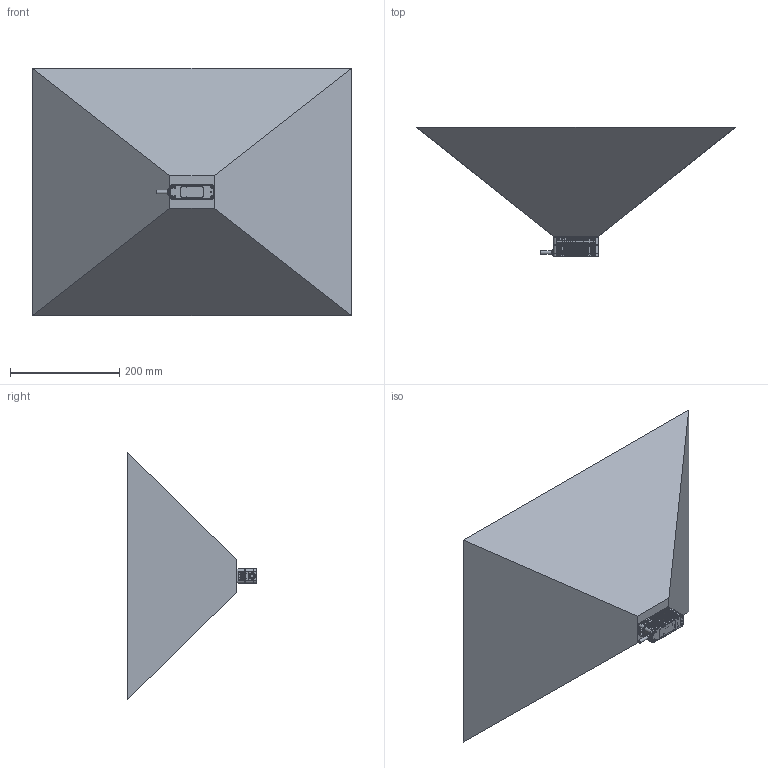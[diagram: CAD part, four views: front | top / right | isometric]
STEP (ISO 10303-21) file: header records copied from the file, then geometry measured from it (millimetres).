
FILE_DESCRIPTION(/* description */ (''),/* implementation_level */ '2;1');
FILE_NAME(/* name */ '00-S10正式版-V0.4（适配大角度镜头）.stp',/* time_stamp */ '2025-05-23T20:00:58+08:00',/* author */ (''),/* organization */ (''),/* preprocessor_version */ 'ST-DEVELOPER v20',/* originating_system */ 'SIEMENS PLM Software NX2312.9140',/* authorisation */ '');
FILE_SCHEMA (('AUTOMOTIVE_DESIGN { 1 0 10303 214 3 1 1 1 }'));
Length unit declared in the file: millimetre
Products named in the file (1): 00-S10正式版-V0.4（适配大角度镜头）_
objects
Bounding box: 583.87 x 237.65 x 453.08 mm (x, y, z)
Volume: 20381148.7 mm3; surface area: 650519.1 mm2
Topology: 8 solids, 8 shells, 1107 faces, 2811 edges, 1864 vertices
Faces by surface type: plane 574, cylinder 463, cone 65, bspline 4, extrusion 1
Full cylindrical faces by diameter (mm): 0.5 x14, 0.75 x2, 1.15 x6, 1.25 x25, 1.5 x2, 1.6 x4, 2 x1, 2.1 x1, 2.2 x4, 2.5 x3, 2.7 x2, 3 x2, 4 x2, 4.7 x4, 6 x1, 7.9 x1, 9 x1, 9.6 x1, 11 x1, 12 x1, 13 x1, 14.7 x1, 15 x1
Entity records: 33084 total; most frequent: CARTESIAN_POINT 6080, DIRECTION 5761, ORIENTED_EDGE 5210, EDGE_CURVE 2605, AXIS2_PLACEMENT_3D 2078, VERTEX_POINT 1804, VECTOR 1605, LINE 1604
